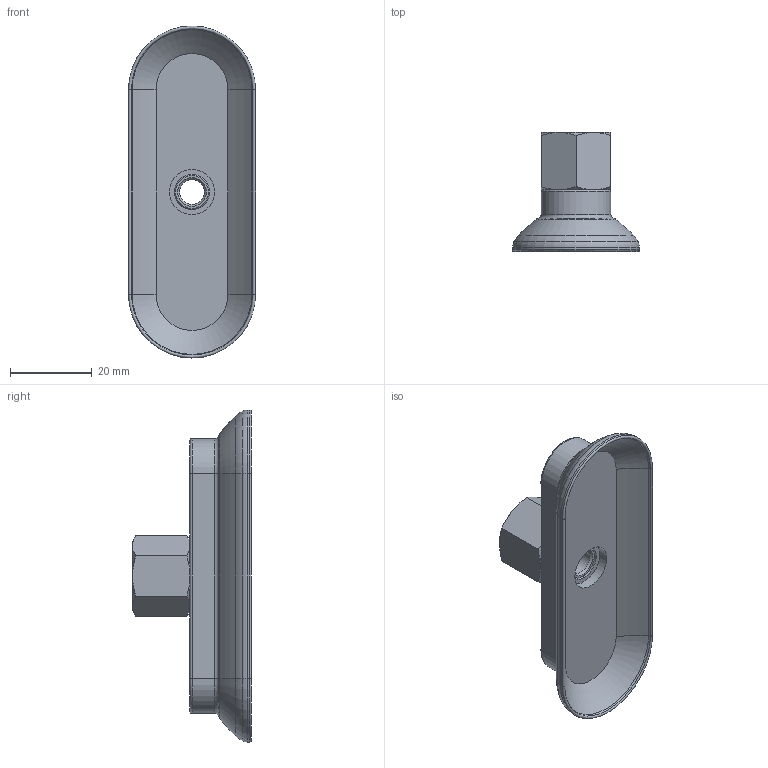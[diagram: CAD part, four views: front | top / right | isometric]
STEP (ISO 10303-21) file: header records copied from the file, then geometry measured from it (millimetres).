
FILE_DESCRIPTION(/* description */ ('STEP AP214'),/* implementation_level */ '2;1');
FILE_NAME(/* name */ '8073863_OGVM-30X80-GV-N-G14F',/* time_stamp */ '2024-09-13T10:26:55+02:00',/* author */ ('License CC BY-ND 4.0'),/* organization */ ('CADENAS'),/* preprocessor_version */ 'ST-DEVELOPER v19.3',/* originating_system */ 'PARTsolutions',/* authorisation */ ' ');
FILE_SCHEMA (('AUTOMOTIVE_DESIGN {1 0 10303 214 3 1 1}'));
Length unit declared in the file: millimetre
Products named in the file (1): 8073863 OGVM-30x80-GV-N-G14F---(high)
Bounding box: 31 x 29 x 81 mm (x, y, z)
Volume: 14632.2 mm3; surface area: 8352.9 mm2
Topology: 1 solids, 1 shells, 86 faces, 173 edges, 96 vertices
Faces by surface type: cylinder 30, plane 23, torus 18, cone 15
Full cylindrical faces by diameter (mm): 4 x2, 6 x3, 8.566 x1, 11 x1, 11.445 x1
Entity records: 2202 total; most frequent: CARTESIAN_POINT 415, DIRECTION 406, ORIENTED_EDGE 322, AXIS2_PLACEMENT_3D 182, EDGE_CURVE 161, EDGE_LOOP 106, FACE_BOUND 106, CIRCLE 95
